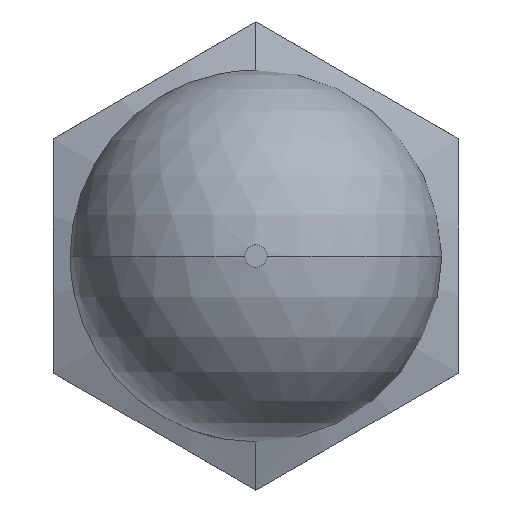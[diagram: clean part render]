
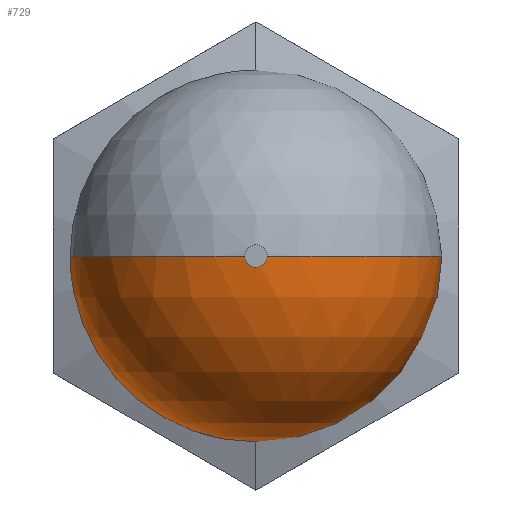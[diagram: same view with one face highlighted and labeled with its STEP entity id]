
A CAD part, front view. The second image highlights one B-rep face of the part: STEP entity #729.
In plain terms, the highlighted spherical face has radius 11 mm.
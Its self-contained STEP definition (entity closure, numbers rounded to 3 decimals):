
#7 = VERTEX_POINT ( 'NONE', #1299 ) ;
#26 = CARTESIAN_POINT ( 'NONE',  ( -7.5, -13., 0. ) ) ;
#28 = DIRECTION ( 'NONE',  ( 0., 0., 1. ) ) ;
#30 = DIRECTION ( 'NONE',  ( 0., 1., 0. ) ) ;
#36 = CARTESIAN_POINT ( 'NONE',  ( 0., -13., 0. ) ) ;
#49 = ORIENTED_EDGE ( 'NONE', *, *, #913, .F. ) ;
#84 = DIRECTION ( 'NONE',  ( 0., 0., 1. ) ) ;
#185 = CARTESIAN_POINT ( 'NONE',  ( 0., -13., -7.5 ) ) ;
#199 = CARTESIAN_POINT ( 'NONE',  ( 0., -13., 0. ) ) ;
#235 = DIRECTION ( 'NONE',  ( 0., 1., 0. ) ) ;
#240 = VERTEX_POINT ( 'NONE', #603 ) ;
#291 = EDGE_CURVE ( 'NONE', #339, #323, #1205, .T. ) ;
#309 = ORIENTED_EDGE ( 'NONE', *, *, #852, .F. ) ;
#323 = VERTEX_POINT ( 'NONE', #26 ) ;
#339 = VERTEX_POINT ( 'NONE', #185 ) ;
#358 = ORIENTED_EDGE ( 'NONE', *, *, #291, .F. ) ;
#409 = AXIS2_PLACEMENT_3D ( 'NONE', #199, #235, #84 ) ;
#419 = AXIS2_PLACEMENT_3D ( 'NONE', #563, #768, #810 ) ;
#462 = AXIS2_PLACEMENT_3D ( 'NONE', #774, #950, #968 ) ;
#501 = AXIS2_PLACEMENT_3D ( 'NONE', #584, #573, #551 ) ;
#504 = CARTESIAN_POINT ( 'NONE',  ( -0.663, -32.027, 0. ) ) ;
#539 = AXIS2_PLACEMENT_3D ( 'NONE', #611, #609, #601 ) ;
#551 = DIRECTION ( 'NONE',  ( -1., 0., 0. ) ) ;
#563 = CARTESIAN_POINT ( 'NONE',  ( 0., -21.047, 0. ) ) ;
#573 = DIRECTION ( 'NONE',  ( 0., 0., 1. ) ) ;
#584 = CARTESIAN_POINT ( 'NONE',  ( 0., -21.047, 0. ) ) ;
#601 = DIRECTION ( 'NONE',  ( 0., 0., 1. ) ) ;
#603 = CARTESIAN_POINT ( 'NONE',  ( 0.663, -32.027, 0. ) ) ;
#609 = DIRECTION ( 'NONE',  ( 0., 1., 0. ) ) ;
#611 = CARTESIAN_POINT ( 'NONE',  ( 0., -32.027, 0. ) ) ;
#676 = AXIS2_PLACEMENT_3D ( 'NONE', #36, #30, #28 ) ;
#697 = EDGE_CURVE ( 'NONE', #240, #841, #1111, .T. ) ;
#729 = ADVANCED_FACE ( 'NONE', ( #1103 ), #1099, .T. ) ;
#768 = DIRECTION ( 'NONE',  ( 0., 0., -1. ) ) ;
#774 = CARTESIAN_POINT ( 'NONE',  ( 0., -21.047, 0. ) ) ;
#810 = DIRECTION ( 'NONE',  ( -1., 0., 0. ) ) ;
#841 = VERTEX_POINT ( 'NONE', #504 ) ;
#843 = ORIENTED_EDGE ( 'NONE', *, *, #907, .T. ) ;
#852 = EDGE_CURVE ( 'NONE', #240, #7, #1007, .T. ) ;
#907 = EDGE_CURVE ( 'NONE', #841, #323, #1283, .T. ) ;
#913 = EDGE_CURVE ( 'NONE', #7, #339, #1290, .T. ) ;
#950 = DIRECTION ( 'NONE',  ( 0., 0., 1. ) ) ;
#968 = DIRECTION ( 'NONE',  ( 1., 0., 0. ) ) ;
#1007 = CIRCLE ( 'NONE', #462, 11. ) ;
#1099 = SPHERICAL_SURFACE ( 'NONE', #501, 11. ) ;
#1103 = FACE_OUTER_BOUND ( 'NONE', #1314, .T. ) ;
#1111 = CIRCLE ( 'NONE', #539, 0.663 ) ;
#1205 = CIRCLE ( 'NONE', #676, 7.5 ) ;
#1283 = CIRCLE ( 'NONE', #419, 11. ) ;
#1290 = CIRCLE ( 'NONE', #409, 7.5 ) ;
#1299 = CARTESIAN_POINT ( 'NONE',  ( 7.5, -13., 0. ) ) ;
#1314 = EDGE_LOOP ( 'NONE', ( #309, #1322, #843, #358, #49 ) ) ;
#1322 = ORIENTED_EDGE ( 'NONE', *, *, #697, .T. ) ;
